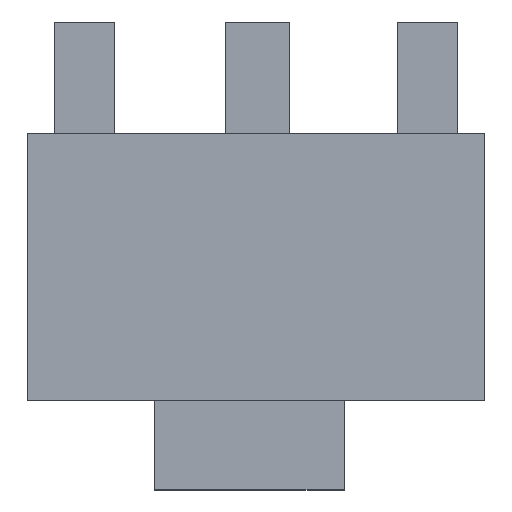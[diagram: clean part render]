
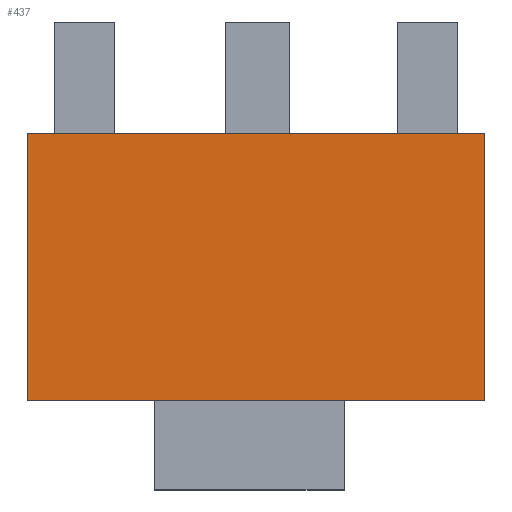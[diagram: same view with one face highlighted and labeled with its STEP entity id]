
A CAD part, top view. The second image highlights one B-rep face of the part: STEP entity #437.
In plain terms, the highlighted planar face has unit normal (0, 0, 1).
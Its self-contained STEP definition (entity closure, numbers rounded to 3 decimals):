
#87=DIRECTION('',(1.,0.,0.));
#88=VECTOR('',#87,4.101);
#89=CARTESIAN_POINT('',(-1.877,-16.466,1.6));
#90=LINE('',#89,#88);
#107=DIRECTION('',(0.,-1.,0.));
#108=VECTOR('',#107,2.4);
#109=CARTESIAN_POINT('',(-1.877,-14.066,1.6));
#110=LINE('',#109,#108);
#111=DIRECTION('',(0.,1.,0.));
#112=VECTOR('',#111,2.4);
#113=CARTESIAN_POINT('',(2.225,-16.466,1.6));
#114=LINE('',#113,#112);
#119=DIRECTION('',(-1.,0.,0.));
#120=VECTOR('',#119,4.101);
#121=CARTESIAN_POINT('',(2.225,-14.066,1.6));
#122=LINE('',#121,#120);
#267=CARTESIAN_POINT('',(-1.877,-14.066,1.6));
#268=CARTESIAN_POINT('',(-1.877,-16.466,1.6));
#269=VERTEX_POINT('',#267);
#270=VERTEX_POINT('',#268);
#271=CARTESIAN_POINT('',(2.225,-16.466,1.6));
#272=CARTESIAN_POINT('',(2.225,-14.066,1.6));
#273=VERTEX_POINT('',#271);
#274=VERTEX_POINT('',#272);
#423=CARTESIAN_POINT('',(0.,0.,1.6));
#424=DIRECTION('',(0.,0.,1.));
#425=DIRECTION('',(1.,0.,0.));
#426=AXIS2_PLACEMENT_3D('',#423,#424,#425);
#427=PLANE('',#426);
#429=ORIENTED_EDGE('',*,*,#428,.F.);
#431=ORIENTED_EDGE('',*,*,#430,.F.);
#433=ORIENTED_EDGE('',*,*,#432,.F.);
#434=ORIENTED_EDGE('',*,*,#399,.F.);
#435=EDGE_LOOP('',(#429,#431,#433,#434));
#436=FACE_OUTER_BOUND('',#435,.F.);
#399=EDGE_CURVE('',#270,#273,#90,.T.);
#428=EDGE_CURVE('',#269,#270,#110,.T.);
#430=EDGE_CURVE('',#274,#269,#122,.T.);
#432=EDGE_CURVE('',#273,#274,#114,.T.);
#437=ADVANCED_FACE('',(#436),#427,.T.);
